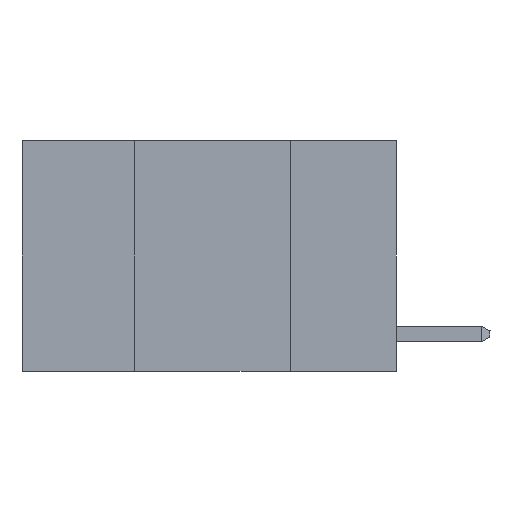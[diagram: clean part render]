
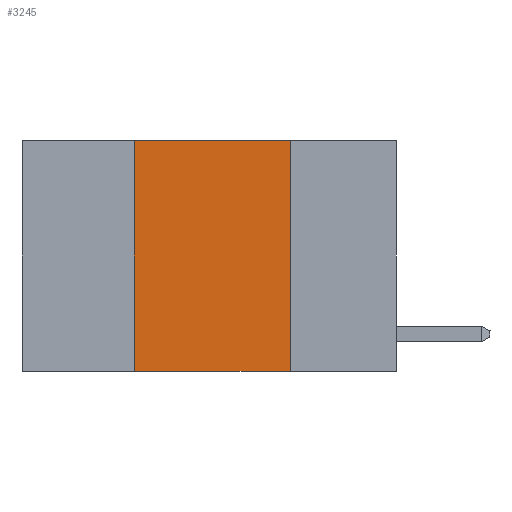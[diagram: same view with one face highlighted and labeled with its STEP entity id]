
A CAD part, left-side view. The second image highlights one B-rep face of the part: STEP entity #3245.
In plain terms, the highlighted planar face has unit normal (-1, 0, 0).
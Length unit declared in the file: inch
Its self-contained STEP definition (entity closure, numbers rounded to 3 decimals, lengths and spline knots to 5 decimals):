
#132 = VERTEX_POINT ( 'NONE', #13221 ) ;
#150 = DIRECTION ( 'NONE',  ( 0., 0., 1. ) ) ;
#1441 = CARTESIAN_POINT ( 'NONE',  ( 0., 0.17, 0. ) ) ;
#1590 = AXIS2_PLACEMENT_3D ( 'NONE', #17286, #26523, #5841 ) ;
#1813 = VERTEX_POINT ( 'NONE', #13045 ) ;
#2277 = CARTESIAN_POINT ( 'NONE',  ( 0., 0.42, 0. ) ) ;
#3245 = ADVANCED_FACE ( 'NONE', ( #26304 ), #4402, .F. ) ;
#3514 = VECTOR ( 'NONE', #15993, 39.37008 ) ;
#4402 = PLANE ( 'NONE',  #1590 ) ;
#4440 = ORIENTED_EDGE ( 'NONE', *, *, #14043, .T. ) ;
#5010 = ORIENTED_EDGE ( 'NONE', *, *, #14661, .F. ) ;
#5841 = DIRECTION ( 'NONE',  ( 0., 0., -1. ) ) ;
#6725 = VECTOR ( 'NONE', #150, 39.37008 ) ;
#6751 = LINE ( 'NONE', #12839, #19557 ) ;
#6988 = ORIENTED_EDGE ( 'NONE', *, *, #14555, .F. ) ;
#8525 = DIRECTION ( 'NONE',  ( 0., -1., 0. ) ) ;
#10279 = CARTESIAN_POINT ( 'NONE',  ( 0., 0.6, 0. ) ) ;
#10614 = EDGE_LOOP ( 'NONE', ( #21623, #6988, #5010, #4440 ) ) ;
#12839 = CARTESIAN_POINT ( 'NONE',  ( 0., 0.6, -0.37 ) ) ;
#13045 = CARTESIAN_POINT ( 'NONE',  ( 0., 0.17, -0.37 ) ) ;
#13221 = CARTESIAN_POINT ( 'NONE',  ( 0., 0.17, 0. ) ) ;
#13323 = CARTESIAN_POINT ( 'NONE',  ( 0., 0.42, 0. ) ) ;
#14017 = VERTEX_POINT ( 'NONE', #14854 ) ;
#14043 = EDGE_CURVE ( 'NONE', #14017, #1813, #6751, .T. ) ;
#14555 = EDGE_CURVE ( 'NONE', #16263, #132, #22789, .T. ) ;
#14661 = EDGE_CURVE ( 'NONE', #14017, #16263, #17881, .T. ) ;
#14854 = CARTESIAN_POINT ( 'NONE',  ( 0., 0.42, -0.37 ) ) ;
#15993 = DIRECTION ( 'NONE',  ( 0., 0., -1. ) ) ;
#16263 = VERTEX_POINT ( 'NONE', #13323 ) ;
#17286 = CARTESIAN_POINT ( 'NONE',  ( 0., 0.6, 0. ) ) ;
#17881 = LINE ( 'NONE', #2277, #6725 ) ;
#18922 = DIRECTION ( 'NONE',  ( 0., -1., 0. ) ) ;
#19557 = VECTOR ( 'NONE', #8525, 39.37008 ) ;
#20522 = VECTOR ( 'NONE', #18922, 39.37008 ) ;
#21623 = ORIENTED_EDGE ( 'NONE', *, *, #22530, .F. ) ;
#22530 = EDGE_CURVE ( 'NONE', #132, #1813, #26457, .T. ) ;
#22789 = LINE ( 'NONE', #10279, #20522 ) ;
#26304 = FACE_OUTER_BOUND ( 'NONE', #10614, .T. ) ;
#26457 = LINE ( 'NONE', #1441, #3514 ) ;
#26523 = DIRECTION ( 'NONE',  ( 1., 0., 0. ) ) ;
